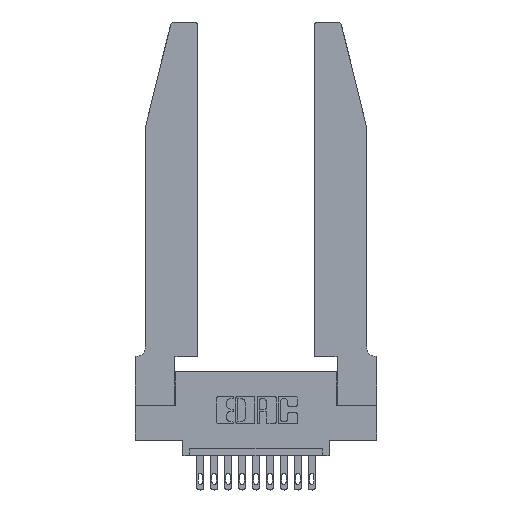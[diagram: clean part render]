
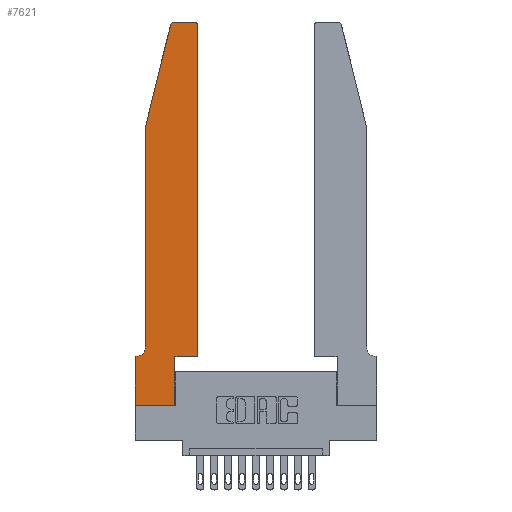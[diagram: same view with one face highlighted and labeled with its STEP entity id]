
A CAD part, top view. The second image highlights one B-rep face of the part: STEP entity #7621.
In plain terms, the highlighted planar face has unit normal (0, 0, 1).
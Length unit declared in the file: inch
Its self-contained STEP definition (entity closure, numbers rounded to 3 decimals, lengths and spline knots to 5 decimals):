
#47 = ORIENTED_EDGE ( 'NONE', *, *, #2134, .T. ) ;
#66 = CARTESIAN_POINT ( 'NONE',  ( 0., 0., 0.37 ) ) ;
#283 = VERTEX_POINT ( 'NONE', #15041 ) ;
#438 = CARTESIAN_POINT ( 'NONE',  ( 0.2865, 0.35, 0.37 ) ) ;
#735 = DIRECTION ( 'NONE',  ( 0., 0., 1. ) ) ;
#800 = DIRECTION ( 'NONE',  ( 0., 0., 1. ) ) ;
#1077 = DIRECTION ( 'NONE',  ( 0., -1., 0. ) ) ;
#1078 = EDGE_CURVE ( 'NONE', #12521, #9656, #4493, .T. ) ;
#1173 = VERTEX_POINT ( 'NONE', #13560 ) ;
#1389 = CARTESIAN_POINT ( 'NONE',  ( 0.0055, 0.35, 0.37 ) ) ;
#1441 = EDGE_CURVE ( 'NONE', #9656, #9424, #4867, .T. ) ;
#1610 = CARTESIAN_POINT ( 'NONE',  ( 0.284, 2.75, 0.37 ) ) ;
#1833 = EDGE_CURVE ( 'NONE', #10393, #11221, #6014, .T. ) ;
#2106 = DIRECTION ( 'NONE',  ( -1., 0., 0. ) ) ;
#2134 = EDGE_CURVE ( 'NONE', #11221, #15759, #13579, .T. ) ;
#2163 = EDGE_CURVE ( 'NONE', #11612, #10393, #11186, .T. ) ;
#2185 = ORIENTED_EDGE ( 'NONE', *, *, #15825, .T. ) ;
#2341 = LINE ( 'NONE', #13570, #9805 ) ;
#2380 = CARTESIAN_POINT ( 'NONE',  ( 0.25487, 2.72718, 0.37 ) ) ;
#2456 = CIRCLE ( 'NONE', #3253, 0.03 ) ;
#2985 = DIRECTION ( 'NONE',  ( 1., 0., 0. ) ) ;
#3164 = CARTESIAN_POINT ( 'NONE',  ( 0., 0.35, 0.37 ) ) ;
#3173 = CARTESIAN_POINT ( 'NONE',  ( 0.4505, 2.72, 0.37 ) ) ;
#3174 = ORIENTED_EDGE ( 'NONE', *, *, #1078, .T. ) ;
#3253 = AXIS2_PLACEMENT_3D ( 'NONE', #15576, #800, #12175 ) ;
#3505 = CARTESIAN_POINT ( 'NONE',  ( 0.0755, 2., 0.37 ) ) ;
#3680 = ORIENTED_EDGE ( 'NONE', *, *, #1441, .T. ) ;
#4239 = CARTESIAN_POINT ( 'NONE',  ( 0.0755, 0.35, 0.37 ) ) ;
#4302 = DIRECTION ( 'NONE',  ( -1., 0., 0. ) ) ;
#4432 = ORIENTED_EDGE ( 'NONE', *, *, #7613, .T. ) ;
#4493 = LINE ( 'NONE', #3505, #11040 ) ;
#4604 = LINE ( 'NONE', #66, #14481 ) ;
#4745 = ORIENTED_EDGE ( 'NONE', *, *, #13814, .T. ) ;
#4867 = LINE ( 'NONE', #5929, #9263 ) ;
#4964 = DIRECTION ( 'NONE',  ( 1., 0., 0. ) ) ;
#5168 = ORIENTED_EDGE ( 'NONE', *, *, #2163, .T. ) ;
#5388 = AXIS2_PLACEMENT_3D ( 'NONE', #13213, #10680, #14518 ) ;
#5531 = DIRECTION ( 'NONE',  ( 0., 1., 0. ) ) ;
#5865 = DIRECTION ( 'NONE',  ( 0., 0., -1. ) ) ;
#5929 = CARTESIAN_POINT ( 'NONE',  ( 0.0755, 2., 0.37 ) ) ;
#6014 = LINE ( 'NONE', #14777, #7544 ) ;
#6385 = EDGE_LOOP ( 'NONE', ( #15623, #4432, #3174, #3680, #15359, #10071, #10554, #4745, #5168, #12618, #47, #2185 ) ) ;
#6511 = FACE_OUTER_BOUND ( 'NONE', #6385, .T. ) ;
#7095 = DIRECTION ( 'NONE',  ( 1., 0., 0. ) ) ;
#7100 = EDGE_CURVE ( 'NONE', #11498, #1173, #9094, .T. ) ;
#7236 = DIRECTION ( 'NONE',  ( 0., 1., 0. ) ) ;
#7544 = VECTOR ( 'NONE', #4964, 39.37008 ) ;
#7613 = EDGE_CURVE ( 'NONE', #10741, #12521, #12694, .T. ) ;
#7621 = ADVANCED_FACE ( 'NONE', ( #6511 ), #9479, .T. ) ;
#7897 = VECTOR ( 'NONE', #7236, 39.37008 ) ;
#8099 = CARTESIAN_POINT ( 'NONE',  ( 0., 0., 0.37 ) ) ;
#8300 = VECTOR ( 'NONE', #5531, 39.37008 ) ;
#9094 = LINE ( 'NONE', #4239, #11447 ) ;
#9263 = VECTOR ( 'NONE', #1077, 39.37008 ) ;
#9424 = VERTEX_POINT ( 'NONE', #13706 ) ;
#9479 = PLANE ( 'NONE',  #9512 ) ;
#9512 = AXIS2_PLACEMENT_3D ( 'NONE', #3164, #735, #7095 ) ;
#9656 = VERTEX_POINT ( 'NONE', #15874 ) ;
#9805 = VECTOR ( 'NONE', #10867, 39.37008 ) ;
#9979 = CARTESIAN_POINT ( 'NONE',  ( 0.2865, 0.35, 0.37 ) ) ;
#10071 = ORIENTED_EDGE ( 'NONE', *, *, #7100, .T. ) ;
#10106 = EDGE_CURVE ( 'NONE', #9424, #11498, #15156, .T. ) ;
#10393 = VERTEX_POINT ( 'NONE', #438 ) ;
#10554 = ORIENTED_EDGE ( 'NONE', *, *, #13093, .T. ) ;
#10680 = DIRECTION ( 'NONE',  ( 0., 0., 1. ) ) ;
#10741 = VERTEX_POINT ( 'NONE', #1610 ) ;
#10867 = DIRECTION ( 'NONE',  ( 0., -1., 0. ) ) ;
#11040 = VECTOR ( 'NONE', #14575, 39.37008 ) ;
#11186 = LINE ( 'NONE', #9979, #7897 ) ;
#11221 = VERTEX_POINT ( 'NONE', #11634 ) ;
#11447 = VECTOR ( 'NONE', #4302, 39.37008 ) ;
#11498 = VERTEX_POINT ( 'NONE', #1389 ) ;
#11612 = VERTEX_POINT ( 'NONE', #13729 ) ;
#11634 = CARTESIAN_POINT ( 'NONE',  ( 0.4505, 0.35, 0.37 ) ) ;
#11774 = LINE ( 'NONE', #14827, #13558 ) ;
#12050 = EDGE_CURVE ( 'NONE', #283, #10741, #11774, .T. ) ;
#12175 = DIRECTION ( 'NONE',  ( 1., 0., 0. ) ) ;
#12521 = VERTEX_POINT ( 'NONE', #2380 ) ;
#12618 = ORIENTED_EDGE ( 'NONE', *, *, #1833, .T. ) ;
#12694 = CIRCLE ( 'NONE', #5388, 0.03 ) ;
#13093 = EDGE_CURVE ( 'NONE', #1173, #15702, #2341, .T. ) ;
#13213 = CARTESIAN_POINT ( 'NONE',  ( 0.284, 2.72, 0.37 ) ) ;
#13226 = CARTESIAN_POINT ( 'NONE',  ( 0.0055, 0.42, 0.37 ) ) ;
#13459 = AXIS2_PLACEMENT_3D ( 'NONE', #13226, #5865, #2106 ) ;
#13558 = VECTOR ( 'NONE', #14925, 39.37008 ) ;
#13560 = CARTESIAN_POINT ( 'NONE',  ( 0., 0.35, 0.37 ) ) ;
#13570 = CARTESIAN_POINT ( 'NONE',  ( 0., 0., 0.37 ) ) ;
#13579 = LINE ( 'NONE', #15401, #8300 ) ;
#13706 = CARTESIAN_POINT ( 'NONE',  ( 0.0755, 0.42, 0.37 ) ) ;
#13729 = CARTESIAN_POINT ( 'NONE',  ( 0.2865, 0., 0.37 ) ) ;
#13814 = EDGE_CURVE ( 'NONE', #15702, #11612, #4604, .T. ) ;
#14481 = VECTOR ( 'NONE', #2985, 39.37008 ) ;
#14518 = DIRECTION ( 'NONE',  ( 1., 0., 0. ) ) ;
#14575 = DIRECTION ( 'NONE',  ( -0.239, -0.971, 0. ) ) ;
#14777 = CARTESIAN_POINT ( 'NONE',  ( 0.4505, 0.35, 0.37 ) ) ;
#14827 = CARTESIAN_POINT ( 'NONE',  ( 0.2605, 2.75, 0.37 ) ) ;
#14925 = DIRECTION ( 'NONE',  ( -1., 0., 0. ) ) ;
#15041 = CARTESIAN_POINT ( 'NONE',  ( 0.4205, 2.75, 0.37 ) ) ;
#15156 = CIRCLE ( 'NONE', #13459, 0.07 ) ;
#15359 = ORIENTED_EDGE ( 'NONE', *, *, #10106, .T. ) ;
#15401 = CARTESIAN_POINT ( 'NONE',  ( 0.4505, 0.35, 0.37 ) ) ;
#15576 = CARTESIAN_POINT ( 'NONE',  ( 0.4205, 2.72, 0.37 ) ) ;
#15623 = ORIENTED_EDGE ( 'NONE', *, *, #12050, .T. ) ;
#15702 = VERTEX_POINT ( 'NONE', #8099 ) ;
#15759 = VERTEX_POINT ( 'NONE', #3173 ) ;
#15825 = EDGE_CURVE ( 'NONE', #15759, #283, #2456, .T. ) ;
#15874 = CARTESIAN_POINT ( 'NONE',  ( 0.0755, 2., 0.37 ) ) ;
